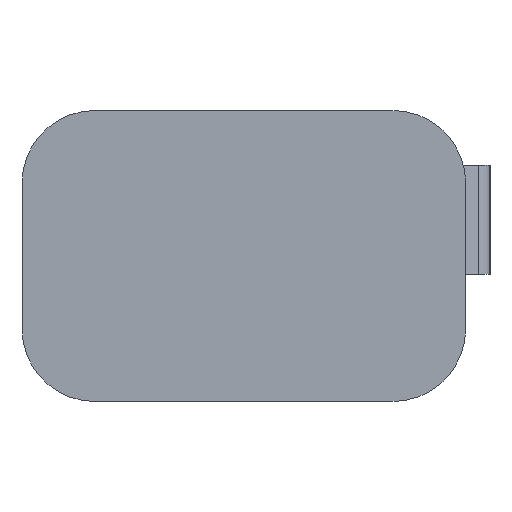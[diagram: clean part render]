
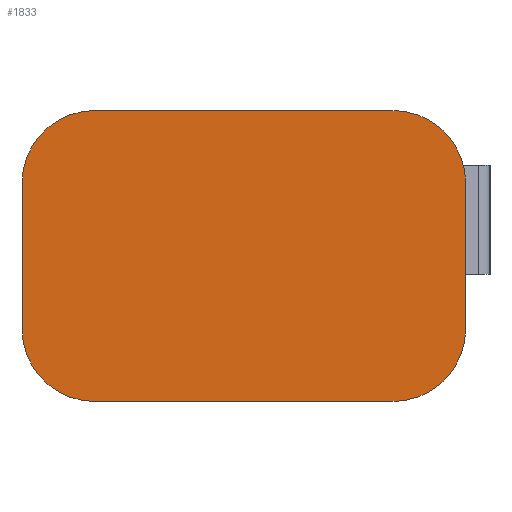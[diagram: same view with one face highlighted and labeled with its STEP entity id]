
A CAD part, left-side view. The second image highlights one B-rep face of the part: STEP entity #1833.
In plain terms, the highlighted planar face has unit normal (-1, 0, 0).
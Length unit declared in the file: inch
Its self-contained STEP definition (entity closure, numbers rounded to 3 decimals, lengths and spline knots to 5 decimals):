
#286 = EDGE_CURVE ( 'NONE', #2597, #2598, #5400, .T. ) ;
#289 = EDGE_CURVE ( 'NONE', #2592, #2591, #5391, .T. ) ;
#292 = EDGE_CURVE ( 'NONE', #2594, #2593, #5411, .T. ) ;
#295 = EDGE_CURVE ( 'NONE', #2596, #2595, #5397, .T. ) ;
#298 = EDGE_CURVE ( 'NONE', #2598, #2592, #5422, .T. ) ;
#299 = EDGE_CURVE ( 'NONE', #2593, #2596, #5421, .T. ) ;
#300 = EDGE_CURVE ( 'NONE', #2591, #2594, #5419, .T. ) ;
#301 = EDGE_CURVE ( 'NONE', #2595, #2597, #5425, .T. ) ;
#633 = AXIS2_PLACEMENT_3D ( 'NONE', #2717, #2672, #2674 ) ;
#1833 = ADVANCED_FACE ( 'NONE', ( #3523 ), #4389, .T. ) ;
#2047 = AXIS2_PLACEMENT_3D ( 'NONE', #4392, #4398, #4399 ) ;
#2292 = AXIS2_PLACEMENT_3D ( 'NONE', #2723, #2678, #2643 ) ;
#2345 = AXIS2_PLACEMENT_3D ( 'NONE', #2673, #2644, #2645 ) ;
#2346 = AXIS2_PLACEMENT_3D ( 'NONE', #2720, #2676, #2677 ) ;
#2591 = VERTEX_POINT ( 'NONE', #5013 ) ;
#2592 = VERTEX_POINT ( 'NONE', #5014 ) ;
#2593 = VERTEX_POINT ( 'NONE', #5015 ) ;
#2594 = VERTEX_POINT ( 'NONE', #5016 ) ;
#2595 = VERTEX_POINT ( 'NONE', #5017 ) ;
#2596 = VERTEX_POINT ( 'NONE', #5018 ) ;
#2597 = VERTEX_POINT ( 'NONE', #5019 ) ;
#2598 = VERTEX_POINT ( 'NONE', #5020 ) ;
#2643 = DIRECTION ( 'NONE',  ( 0., 0., 1. ) ) ;
#2644 = DIRECTION ( 'NONE',  ( -1., 0., 0. ) ) ;
#2645 = DIRECTION ( 'NONE',  ( 0., 0., 1. ) ) ;
#2672 = DIRECTION ( 'NONE',  ( -1., 0., 0. ) ) ;
#2673 = CARTESIAN_POINT ( 'NONE',  ( -2.05276, 0.86, 0.125 ) ) ;
#2674 = DIRECTION ( 'NONE',  ( 0., 0., 1. ) ) ;
#2676 = DIRECTION ( 'NONE',  ( -1., 0., 0. ) ) ;
#2677 = DIRECTION ( 'NONE',  ( 0., 0., 1. ) ) ;
#2678 = DIRECTION ( 'NONE',  ( -1., 0., 0. ) ) ;
#2709 = CARTESIAN_POINT ( 'NONE',  ( -2.05276, 0.35, -0.175 ) ) ;
#2710 = DIRECTION ( 'NONE',  ( 0., 0., 1. ) ) ;
#2716 = DIRECTION ( 'NONE',  ( 0., 1., 0. ) ) ;
#2717 = CARTESIAN_POINT ( 'NONE',  ( -2.05276, 0.86, -0.075 ) ) ;
#2720 = CARTESIAN_POINT ( 'NONE',  ( -2.05276, 0.45, 0.125 ) ) ;
#2723 = CARTESIAN_POINT ( 'NONE',  ( -2.05276, 0.45, -0.075 ) ) ;
#2976 = CARTESIAN_POINT ( 'NONE',  ( -2.05276, 0.96, -0.175 ) ) ;
#2988 = CARTESIAN_POINT ( 'NONE',  ( -2.05276, 0.96, 0.225 ) ) ;
#2990 = CARTESIAN_POINT ( 'NONE',  ( -2.05276, 0.96, -0.175 ) ) ;
#2991 = DIRECTION ( 'NONE',  ( 0., 0., -1. ) ) ;
#2993 = DIRECTION ( 'NONE',  ( 0., -1., 0. ) ) ;
#3523 = FACE_OUTER_BOUND ( 'NONE', #5645, .T. ) ;
#4389 = PLANE ( 'NONE',  #2047 ) ;
#4392 = CARTESIAN_POINT ( 'NONE',  ( -2.05276, 0.35, -0.175 ) ) ;
#4398 = DIRECTION ( 'NONE',  ( -1., 0., 0. ) ) ;
#4399 = DIRECTION ( 'NONE',  ( 0., 0., 1. ) ) ;
#5013 = CARTESIAN_POINT ( 'NONE',  ( -2.05276, 0.45, -0.175 ) ) ;
#5014 = CARTESIAN_POINT ( 'NONE',  ( -2.05276, 0.86, -0.175 ) ) ;
#5015 = CARTESIAN_POINT ( 'NONE',  ( -2.05276, 0.35, 0.125 ) ) ;
#5016 = CARTESIAN_POINT ( 'NONE',  ( -2.05276, 0.35, -0.075 ) ) ;
#5017 = CARTESIAN_POINT ( 'NONE',  ( -2.05276, 0.86, 0.225 ) ) ;
#5018 = CARTESIAN_POINT ( 'NONE',  ( -2.05276, 0.45, 0.225 ) ) ;
#5019 = CARTESIAN_POINT ( 'NONE',  ( -2.05276, 0.96, 0.125 ) ) ;
#5020 = CARTESIAN_POINT ( 'NONE',  ( -2.05276, 0.96, -0.075 ) ) ;
#5390 = VECTOR ( 'NONE', #2991, 39.37008 ) ;
#5391 = LINE ( 'NONE', #2990, #5405 ) ;
#5397 = LINE ( 'NONE', #2988, #5414 ) ;
#5400 = LINE ( 'NONE', #2976, #5390 ) ;
#5405 = VECTOR ( 'NONE', #2993, 39.37008 ) ;
#5410 = VECTOR ( 'NONE', #2710, 39.37008 ) ;
#5411 = LINE ( 'NONE', #2709, #5410 ) ;
#5414 = VECTOR ( 'NONE', #2716, 39.37008 ) ;
#5419 = CIRCLE ( 'NONE', #2292, 0.1 ) ;
#5421 = CIRCLE ( 'NONE', #2346, 0.1 ) ;
#5422 = CIRCLE ( 'NONE', #633, 0.1 ) ;
#5425 = CIRCLE ( 'NONE', #2345, 0.1 ) ;
#5645 = EDGE_LOOP ( 'NONE', ( #6205, #6204, #6202, #6201, #6203, #6200, #6199, #6198 ) ) ;
#6198 = ORIENTED_EDGE ( 'NONE', *, *, #301, .T. ) ;
#6199 = ORIENTED_EDGE ( 'NONE', *, *, #295, .T. ) ;
#6200 = ORIENTED_EDGE ( 'NONE', *, *, #299, .T. ) ;
#6201 = ORIENTED_EDGE ( 'NONE', *, *, #300, .T. ) ;
#6202 = ORIENTED_EDGE ( 'NONE', *, *, #289, .T. ) ;
#6203 = ORIENTED_EDGE ( 'NONE', *, *, #292, .T. ) ;
#6204 = ORIENTED_EDGE ( 'NONE', *, *, #298, .T. ) ;
#6205 = ORIENTED_EDGE ( 'NONE', *, *, #286, .T. ) ;
